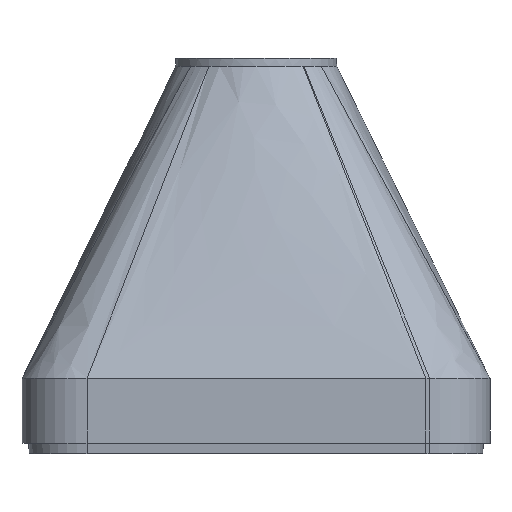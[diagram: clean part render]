
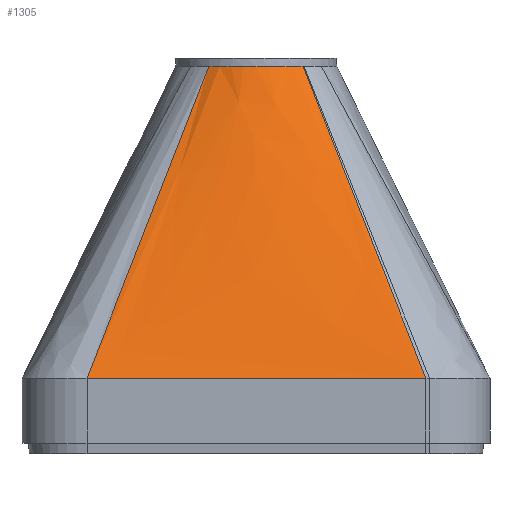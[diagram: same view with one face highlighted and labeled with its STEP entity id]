
A CAD part, front view. The second image highlights one B-rep face of the part: STEP entity #1305.
In plain terms, the highlighted free-form (B-spline) face has degree [3, 3] with [10, 4] control points.
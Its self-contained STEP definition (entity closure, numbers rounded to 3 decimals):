
#28=B_SPLINE_SURFACE_WITH_KNOTS('',3,3,((#2606,#2607,#2608,#2609),(#2610,
#2611,#2612,#2613),(#2614,#2615,#2616,#2617),(#2618,#2619,#2620,#2621),
(#2622,#2623,#2624,#2625),(#2626,#2627,#2628,#2629),(#2630,#2631,#2632,
#2633),(#2634,#2635,#2636,#2637),(#2638,#2639,#2640,#2641),(#2642,#2643,
#2644,#2645)),.UNSPECIFIED.,.F.,.F.,.F.,(4,1,1,1,1,1,1,4),(4,4),(0.,0.143,
0.286,0.429,0.571,0.714,
0.857,1.),(0.,1.),.UNSPECIFIED.);
#154=FACE_OUTER_BOUND('',#231,.T.);
#231=EDGE_LOOP('',(#1177,#1178,#1179,#1180));
#342=LINE('',#2487,#459);
#348=LINE('',#2605,#465);
#349=LINE('',#2646,#466);
#459=VECTOR('',#1702,10.);
#465=VECTOR('',#1712,144.232);
#466=VECTOR('',#1713,144.339);
#501=CIRCLE('',#1393,31.);
#605=VERTEX_POINT('',#2063);
#606=VERTEX_POINT('',#2066);
#634=VERTEX_POINT('',#2484);
#635=VERTEX_POINT('',#2486);
#772=EDGE_CURVE('',#605,#606,#501,.T.);
#812=EDGE_CURVE('',#635,#634,#342,.T.);
#820=EDGE_CURVE('',#605,#635,#348,.T.);
#821=EDGE_CURVE('',#606,#634,#349,.T.);
#1177=ORIENTED_EDGE('',*,*,#820,.T.);
#1178=ORIENTED_EDGE('',*,*,#812,.T.);
#1179=ORIENTED_EDGE('',*,*,#821,.F.);
#1180=ORIENTED_EDGE('',*,*,#772,.F.);
#1305=ADVANCED_FACE('',(#154),#28,.F.);
#1393=AXIS2_PLACEMENT_3D('',#2067,#1656,#1657);
#1656=DIRECTION('center_axis',(0.,0.,1.));
#1657=DIRECTION('ref_axis',(1.,0.,0.));
#1702=DIRECTION('',(1.,0.,0.));
#1712=DIRECTION('',(-0.325,-0.45,-0.832));
#1713=DIRECTION('',(0.327,-0.449,-0.831));
#2063=CARTESIAN_POINT('',(56.85,49.869,152.));
#2066=CARTESIAN_POINT('',(93.132,49.856,152.));
#2067=CARTESIAN_POINT('Origin',(75.,75.,152.));
#2484=CARTESIAN_POINT('',(140.327,-15.,32.));
#2486=CARTESIAN_POINT('',(10.,-15.,32.));
#2487=CARTESIAN_POINT('',(10.,-15.,32.));
#2605=CARTESIAN_POINT('',(56.85,49.869,152.));
#2606=CARTESIAN_POINT('Ctrl Pts',(56.85,49.869,152.));
#2607=CARTESIAN_POINT('Ctrl Pts',(41.233,28.246,112.));
#2608=CARTESIAN_POINT('Ctrl Pts',(25.617,6.623,72.));
#2609=CARTESIAN_POINT('Ctrl Pts',(10.,-15.,32.));
#2610=CARTESIAN_POINT('Ctrl Pts',(57.233,49.593,152.));
#2611=CARTESIAN_POINT('Ctrl Pts',(42.111,28.061,112.));
#2612=CARTESIAN_POINT('Ctrl Pts',(26.991,6.531,72.));
#2613=CARTESIAN_POINT('Ctrl Pts',(11.87,-15.,32.));
#2614=CARTESIAN_POINT('Ctrl Pts',(58.643,48.589,152.));
#2615=CARTESIAN_POINT('Ctrl Pts',(45.125,27.393,112.));
#2616=CARTESIAN_POINT('Ctrl Pts',(31.606,6.196,72.));
#2617=CARTESIAN_POINT('Ctrl Pts',(18.088,-15.,32.));
#2618=CARTESIAN_POINT('Ctrl Pts',(62.55,46.452,152.));
#2619=CARTESIAN_POINT('Ctrl Pts',(52.784,25.967,112.));
#2620=CARTESIAN_POINT('Ctrl Pts',(43.02,5.484,72.));
#2621=CARTESIAN_POINT('Ctrl Pts',(33.255,-15.,32.));
#2622=CARTESIAN_POINT('Ctrl Pts',(68.053,44.571,152.));
#2623=CARTESIAN_POINT('Ctrl Pts',(62.925,24.714,112.));
#2624=CARTESIAN_POINT('Ctrl Pts',(57.797,4.857,72.));
#2625=CARTESIAN_POINT('Ctrl Pts',(52.669,-15.,32.));
#2626=CARTESIAN_POINT('Ctrl Pts',(74.669,43.744,152.));
#2627=CARTESIAN_POINT('Ctrl Pts',(74.692,24.162,112.));
#2628=CARTESIAN_POINT('Ctrl Pts',(74.716,4.582,72.));
#2629=CARTESIAN_POINT('Ctrl Pts',(74.739,-15.,32.));
#2630=CARTESIAN_POINT('Ctrl Pts',(81.645,44.453,152.));
#2631=CARTESIAN_POINT('Ctrl Pts',(87.053,24.636,112.));
#2632=CARTESIAN_POINT('Ctrl Pts',(92.462,4.817,72.));
#2633=CARTESIAN_POINT('Ctrl Pts',(97.87,-15.,32.));
#2634=CARTESIAN_POINT('Ctrl Pts',(88.12,46.657,152.));
#2635=CARTESIAN_POINT('Ctrl Pts',(98.904,26.104,112.));
#2636=CARTESIAN_POINT('Ctrl Pts',(109.687,5.553,72.));
#2637=CARTESIAN_POINT('Ctrl Pts',(120.47,-15.,32.));
#2638=CARTESIAN_POINT('Ctrl Pts',(91.635,48.776,152.));
#2639=CARTESIAN_POINT('Ctrl Pts',(105.797,27.518,112.));
#2640=CARTESIAN_POINT('Ctrl Pts',(119.959,6.259,72.));
#2641=CARTESIAN_POINT('Ctrl Pts',(134.121,-15.,32.));
#2642=CARTESIAN_POINT('Ctrl Pts',(93.132,49.856,152.));
#2643=CARTESIAN_POINT('Ctrl Pts',(108.864,28.237,112.));
#2644=CARTESIAN_POINT('Ctrl Pts',(124.595,6.619,72.));
#2645=CARTESIAN_POINT('Ctrl Pts',(140.327,-15.,32.));
#2646=CARTESIAN_POINT('',(93.132,49.856,152.));
